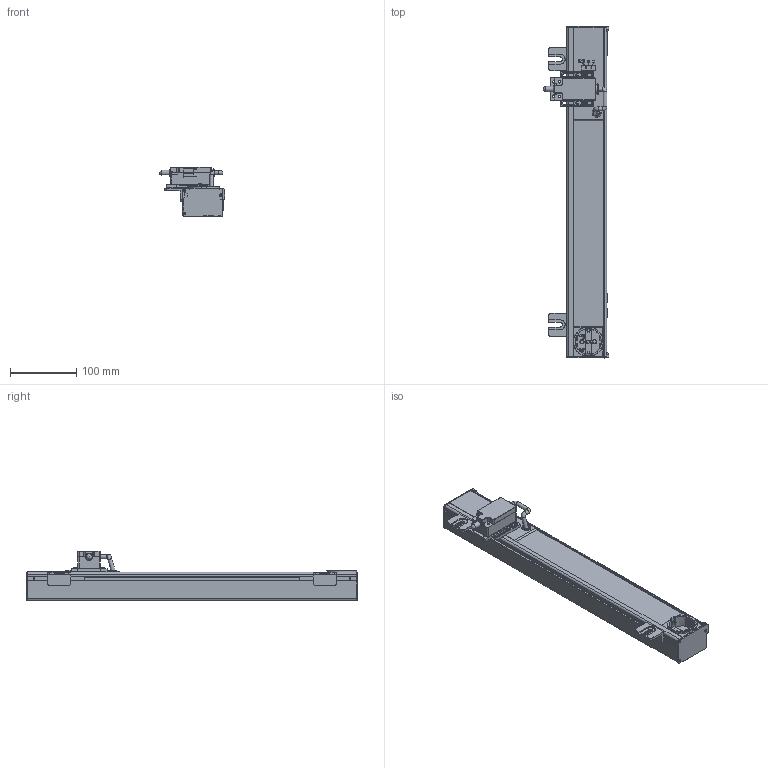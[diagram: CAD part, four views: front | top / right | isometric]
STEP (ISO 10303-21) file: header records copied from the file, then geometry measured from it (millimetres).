
FILE_DESCRIPTION(/* description */ (''),/* implementation_level */ '2;1');
FILE_NAME(/* name */ '109200_LED-A-500-SK-E-R-VX.stp',/* time_stamp */ '2023-11-28T14:43:26+01:00',/* author */ ('cad'),/* organization */ (''),/* preprocessor_version */ 'ST-DEVELOPER v15.6',/* originating_system */ 'Autodesk Inventor 2015',/* authorisation */ '');
FILE_SCHEMA (('AUTOMOTIVE_DESIGN { 1 0 10303 214 3 1 1 }'));
Products named in the file (1): 109200_LED-A-500-SK-E-R-VX_Shrinkwrap_1
Bounding box: 98.28 x 500 x 75.1 mm (x, y, z)
Surface area: 237774.8 mm2 (no closed solid volume)
Topology: 0 solids, 93 shells, 1729 faces, 6914 edges, 5229 vertices
Faces by surface type: plane 1290, cylinder 341, cone 33, bspline 32, torus 17, sphere 16
Full cylindrical faces by diameter (mm): 1.75 x2, 2.797 x1, 2.8 x2, 4 x2, 4.3 x4, 4.5 x2, 5.5 x1, 6 x4, 7.9 x1, 8 x2
Entity records: 74409 total; most frequent: CARTESIAN_POINT 17027, ORIENTED_EDGE 11038, DIRECTION 10907, EDGE_CURVE 6859, LINE 5319, VECTOR 5319, VERTEX_POINT 5216, AXIS2_PLACEMENT_3D 2794
